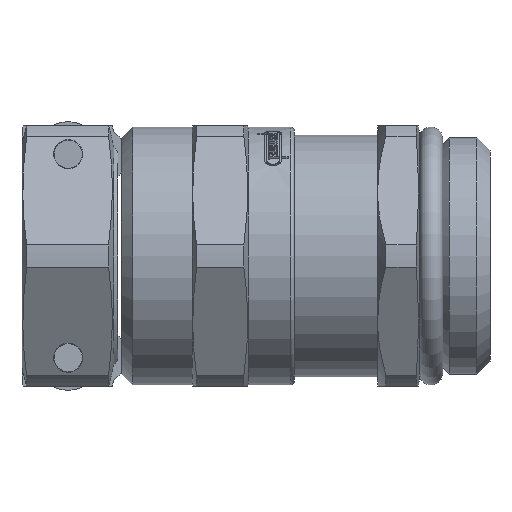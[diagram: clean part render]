
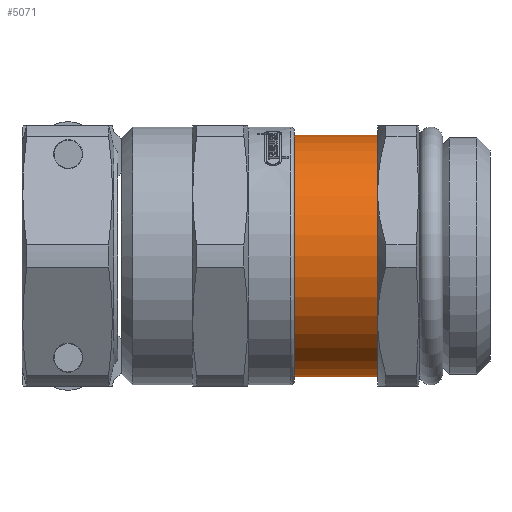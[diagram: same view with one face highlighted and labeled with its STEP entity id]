
A CAD part, front view. The second image highlights one B-rep face of the part: STEP entity #5071.
In plain terms, the highlighted cylindrical face has radius 10.2 mm (diameter 20.4 mm), a full revolution.
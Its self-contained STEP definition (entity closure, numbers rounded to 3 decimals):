
#1088=FACE_BOUND('',#1489,.T.);
#1172=FACE_OUTER_BOUND('',#1488,.T.);
#1488=EDGE_LOOP('',(#3469));
#1489=EDGE_LOOP('',(#3470));
#1874=CIRCLE('',#5435,10.2);
#1876=CIRCLE('',#5438,10.2);
#2169=VERTEX_POINT('',#7671);
#2171=VERTEX_POINT('',#7676);
#2699=EDGE_CURVE('',#2169,#2169,#1874,.T.);
#2701=EDGE_CURVE('',#2171,#2171,#1876,.T.);
#3469=ORIENTED_EDGE('',*,*,#2701,.F.);
#3470=ORIENTED_EDGE('',*,*,#2699,.T.);
#4984=CYLINDRICAL_SURFACE('',#5437,10.2);
#5071=ADVANCED_FACE('',(#1172,#1088),#4984,.T.);
#5435=AXIS2_PLACEMENT_3D('',#7672,#6082,#6083);
#5437=AXIS2_PLACEMENT_3D('',#7675,#6086,#6087);
#5438=AXIS2_PLACEMENT_3D('',#7677,#6088,#6089);
#6082=DIRECTION('center_axis',(1.,0.,0.));
#6083=DIRECTION('ref_axis',(0.,0.,-1.));
#6086=DIRECTION('center_axis',(1.,0.,0.));
#6087=DIRECTION('ref_axis',(0.,1.,0.));
#6088=DIRECTION('center_axis',(1.,0.,0.));
#6089=DIRECTION('ref_axis',(0.,1.,0.));
#7671=CARTESIAN_POINT('',(-18.113,10.2,0.));
#7672=CARTESIAN_POINT('Origin',(-18.113,0.,0.));
#7675=CARTESIAN_POINT('Origin',(-13.807,0.,0.));
#7676=CARTESIAN_POINT('',(-9.5,10.2,0.));
#7677=CARTESIAN_POINT('Origin',(-9.5,0.,0.));
